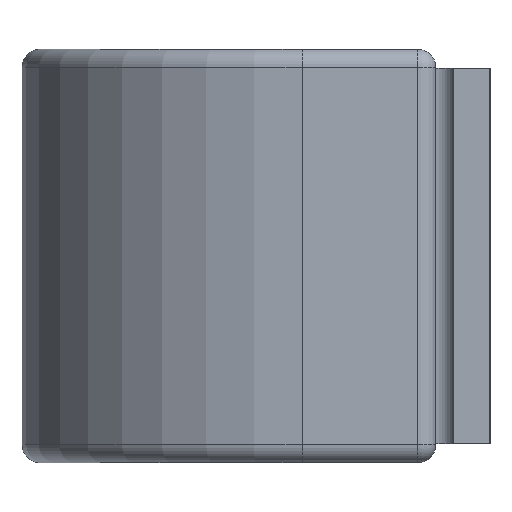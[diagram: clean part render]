
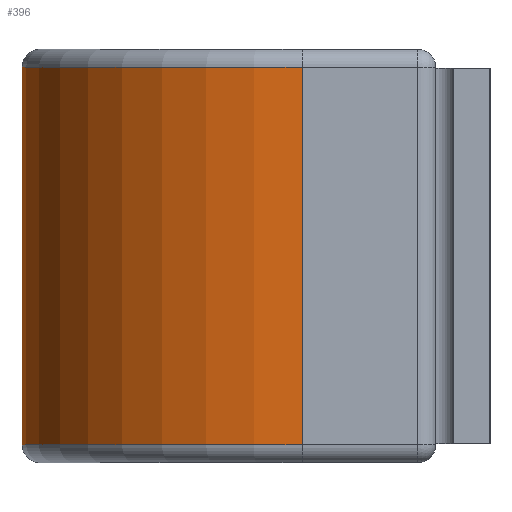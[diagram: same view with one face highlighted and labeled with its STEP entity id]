
A CAD part, left-side view. The second image highlights one B-rep face of the part: STEP entity #396.
In plain terms, the highlighted cylindrical face has radius 11.836 mm (diameter 23.673 mm), a partial arc.
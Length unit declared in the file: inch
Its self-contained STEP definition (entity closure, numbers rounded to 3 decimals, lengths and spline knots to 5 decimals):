
#50 = CARTESIAN_POINT ( 'NONE',  ( 1.25, 0.31225, -0.31375 ) ) ;
#65 = VECTOR ( 'NONE', #1707, 39.37008 ) ;
#160 = CARTESIAN_POINT ( 'NONE',  ( 1.716, 0.31225, -0.31375 ) ) ;
#218 = DIRECTION ( 'NONE',  ( 1., 0., 0. ) ) ;
#232 = CARTESIAN_POINT ( 'NONE',  ( 1.716, 0.31225, 0.31375 ) ) ;
#264 = DIRECTION ( 'NONE',  ( 0., 0., 1. ) ) ;
#317 = CIRCLE ( 'NONE', #624, 0.466 ) ;
#396 = ADVANCED_FACE ( 'NONE', ( #1482 ), #724, .T. ) ;
#457 = DIRECTION ( 'NONE',  ( 0., 0., 1. ) ) ;
#459 = EDGE_LOOP ( 'NONE', ( #493, #1807, #1003, #925 ) ) ;
#476 = AXIS2_PLACEMENT_3D ( 'NONE', #915, #264, #1932 ) ;
#493 = ORIENTED_EDGE ( 'NONE', *, *, #1401, .F. ) ;
#532 = CARTESIAN_POINT ( 'NONE',  ( 1.716, 0.31225, -0.31375 ) ) ;
#624 = AXIS2_PLACEMENT_3D ( 'NONE', #1382, #457, #1534 ) ;
#646 = VERTEX_POINT ( 'NONE', #1294 ) ;
#694 = VERTEX_POINT ( 'NONE', #695 ) ;
#695 = CARTESIAN_POINT ( 'NONE',  ( 0.784, 0.31225, -0.31375 ) ) ;
#724 = CYLINDRICAL_SURFACE ( 'NONE', #476, 0.466 ) ;
#818 = CARTESIAN_POINT ( 'NONE',  ( 0.784, 0.31225, -0.31375 ) ) ;
#825 = LINE ( 'NONE', #818, #65 ) ;
#853 = EDGE_CURVE ( 'NONE', #1481, #646, #317, .T. ) ;
#915 = CARTESIAN_POINT ( 'NONE',  ( 1.25, 0.31225, 0.3125 ) ) ;
#916 = VERTEX_POINT ( 'NONE', #160 ) ;
#925 = ORIENTED_EDGE ( 'NONE', *, *, #853, .F. ) ;
#941 = CIRCLE ( 'NONE', #1898, 0.466 ) ;
#1003 = ORIENTED_EDGE ( 'NONE', *, *, #1013, .T. ) ;
#1013 = EDGE_CURVE ( 'NONE', #694, #646, #825, .T. ) ;
#1064 = EDGE_CURVE ( 'NONE', #916, #694, #941, .T. ) ;
#1147 = DIRECTION ( 'NONE',  ( 0., 0., 1. ) ) ;
#1157 = DIRECTION ( 'NONE',  ( 0., 0., 1. ) ) ;
#1257 = LINE ( 'NONE', #532, #1500 ) ;
#1294 = CARTESIAN_POINT ( 'NONE',  ( 0.784, 0.31225, 0.31375 ) ) ;
#1382 = CARTESIAN_POINT ( 'NONE',  ( 1.25, 0.31225, 0.31375 ) ) ;
#1401 = EDGE_CURVE ( 'NONE', #916, #1481, #1257, .T. ) ;
#1481 = VERTEX_POINT ( 'NONE', #232 ) ;
#1482 = FACE_OUTER_BOUND ( 'NONE', #459, .T. ) ;
#1500 = VECTOR ( 'NONE', #1147, 39.37008 ) ;
#1534 = DIRECTION ( 'NONE',  ( 1., 0., 0. ) ) ;
#1707 = DIRECTION ( 'NONE',  ( 0., 0., 1. ) ) ;
#1807 = ORIENTED_EDGE ( 'NONE', *, *, #1064, .T. ) ;
#1898 = AXIS2_PLACEMENT_3D ( 'NONE', #50, #1157, #218 ) ;
#1932 = DIRECTION ( 'NONE',  ( 1., 0., 0. ) ) ;
